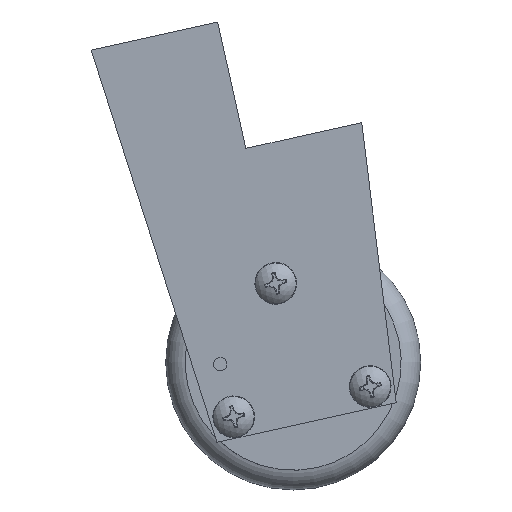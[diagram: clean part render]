
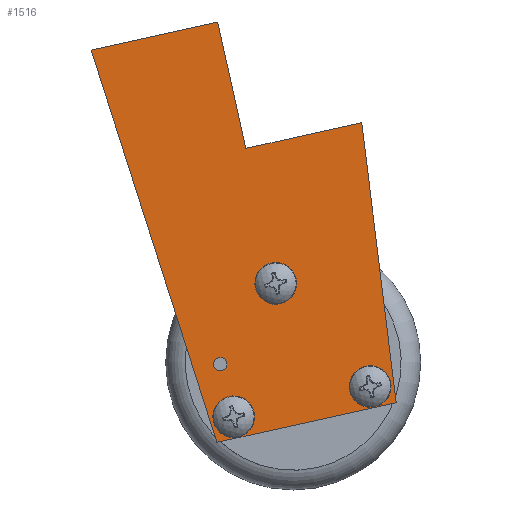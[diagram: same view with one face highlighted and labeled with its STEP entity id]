
A CAD part, top view. The second image highlights one B-rep face of the part: STEP entity #1516.
In plain terms, the highlighted face is planar.
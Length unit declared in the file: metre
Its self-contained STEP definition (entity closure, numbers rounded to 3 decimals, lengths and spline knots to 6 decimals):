
#150=CIRCLE('',#1663,0.001334);
#152=CIRCLE('',#1666,0.001334);
#154=CIRCLE('',#1669,0.001334);
#156=CIRCLE('',#1673,0.000787);
#301=ORIENTED_EDGE('',*,*,#699,.F.);
#302=ORIENTED_EDGE('',*,*,#703,.F.);
#303=ORIENTED_EDGE('',*,*,#706,.F.);
#304=ORIENTED_EDGE('',*,*,#709,.F.);
#305=ORIENTED_EDGE('',*,*,#712,.F.);
#306=ORIENTED_EDGE('',*,*,#720,.F.);
#307=ORIENTED_EDGE('',*,*,#717,.F.);
#308=ORIENTED_EDGE('',*,*,#715,.F.);
#309=ORIENTED_EDGE('',*,*,#713,.F.);
#310=ORIENTED_EDGE('',*,*,#721,.F.);
#699=EDGE_CURVE('',#913,#914,#1076,.T.);
#703=EDGE_CURVE('',#916,#913,#1080,.T.);
#706=EDGE_CURVE('',#918,#916,#1083,.T.);
#709=EDGE_CURVE('',#920,#918,#1086,.T.);
#712=EDGE_CURVE('',#922,#920,#1089,.T.);
#713=EDGE_CURVE('',#923,#923,#150,.T.);
#715=EDGE_CURVE('',#925,#925,#152,.T.);
#717=EDGE_CURVE('',#927,#927,#154,.T.);
#720=EDGE_CURVE('',#914,#922,#1091,.T.);
#721=EDGE_CURVE('',#929,#929,#156,.T.);
#913=VERTEX_POINT('',#2311);
#914=VERTEX_POINT('',#2313);
#916=VERTEX_POINT('',#2319);
#918=VERTEX_POINT('',#2325);
#920=VERTEX_POINT('',#2331);
#922=VERTEX_POINT('',#2337);
#923=VERTEX_POINT('',#2341);
#925=VERTEX_POINT('',#2346);
#927=VERTEX_POINT('',#2351);
#929=VERTEX_POINT('',#2359);
#1076=LINE('',#2312,#1134);
#1080=LINE('',#2320,#1138);
#1083=LINE('',#2326,#1141);
#1086=LINE('',#2332,#1144);
#1089=LINE('',#2338,#1147);
#1091=LINE('',#2356,#1149);
#1134=VECTOR('',#1859,1.);
#1138=VECTOR('',#1865,1.);
#1141=VECTOR('',#1870,1.);
#1144=VECTOR('',#1875,1.);
#1147=VECTOR('',#1880,1.);
#1149=VECTOR('',#1902,1.);
#1204=EDGE_LOOP('',(#301,#302,#303,#304,#305,#306));
#1205=EDGE_LOOP('',(#307));
#1206=EDGE_LOOP('',(#308));
#1207=EDGE_LOOP('',(#309));
#1208=EDGE_LOOP('',(#310));
#1343=FACE_BOUND('',#1204,.T.);
#1344=FACE_BOUND('',#1205,.T.);
#1345=FACE_BOUND('',#1206,.T.);
#1346=FACE_BOUND('',#1207,.T.);
#1347=FACE_BOUND('',#1208,.T.);
#1474=PLANE('',#1675);
#1516=ADVANCED_FACE('',(#1343,#1344,#1345,#1346,#1347),#1474,.T.);
#1663=AXIS2_PLACEMENT_3D('',#2340,#1883,#1884);
#1666=AXIS2_PLACEMENT_3D('',#2345,#1889,#1890);
#1669=AXIS2_PLACEMENT_3D('',#2350,#1895,#1896);
#1673=AXIS2_PLACEMENT_3D('',#2358,#1905,#1906);
#1675=AXIS2_PLACEMENT_3D('',#2362,#1909,#1910);
#1859=DIRECTION('',(-0.096,0.,-0.995));
#1865=DIRECTION('',(1.,0.,0.));
#1870=DIRECTION('',(0.,0.,-1.));
#1875=DIRECTION('',(1.,0.,0.));
#1880=DIRECTION('',(-0.092,0.,0.996));
#1883=DIRECTION('',(0.,-1.,0.));
#1884=DIRECTION('',(0.,0.,-1.));
#1889=DIRECTION('',(0.,-1.,0.));
#1890=DIRECTION('',(0.,0.,-1.));
#1895=DIRECTION('',(0.,-1.,0.));
#1896=DIRECTION('',(0.,0.,-1.));
#1902=DIRECTION('',(-1.,0.,0.));
#1905=DIRECTION('',(0.,-1.,0.));
#1906=DIRECTION('',(0.,0.,-1.));
#1909=DIRECTION('',(0.,-1.,0.));
#1910=DIRECTION('',(1.,0.,0.));
#2311=CARTESIAN_POINT('',(0.01397,-0.000254,0.025767));
#2312=CARTESIAN_POINT('',(0.012383,-0.000254,0.009251));
#2313=CARTESIAN_POINT('',(0.010795,-0.000254,-0.007264));
#2319=CARTESIAN_POINT('',(0.,-0.000254,0.025767));
#2320=CARTESIAN_POINT('',(0.006985,-0.000254,0.025767));
#2325=CARTESIAN_POINT('',(0.,-0.000254,0.040996));
#2326=CARTESIAN_POINT('',(0.,-0.000254,0.033381));
#2331=CARTESIAN_POINT('',(-0.01524,-0.000254,0.040996));
#2332=CARTESIAN_POINT('',(-0.00762,-0.000254,0.040996));
#2337=CARTESIAN_POINT('',(-0.010795,-0.000254,-0.007264));
#2338=CARTESIAN_POINT('',(-0.013018,-0.000254,0.016866));
#2340=CARTESIAN_POINT('',(0.008227,-0.000254,-0.00475));
#2341=CARTESIAN_POINT('',(0.008227,-0.000254,-0.006084));
#2345=CARTESIAN_POINT('',(-0.008227,-0.000254,-0.00475));
#2346=CARTESIAN_POINT('',(-0.008227,-0.000254,-0.006084));
#2350=CARTESIAN_POINT('',(0.,-0.000254,0.0095));
#2351=CARTESIAN_POINT('',(0.,-0.000254,0.008167));
#2356=CARTESIAN_POINT('',(-0.005398,-0.000254,-0.007264));
#2358=CARTESIAN_POINT('',(-0.008439,-0.000254,0.001626));
#2359=CARTESIAN_POINT('',(-0.008439,-0.000254,0.000839));
#2362=CARTESIAN_POINT('',(-0.000635,-0.000254,0.015748));
